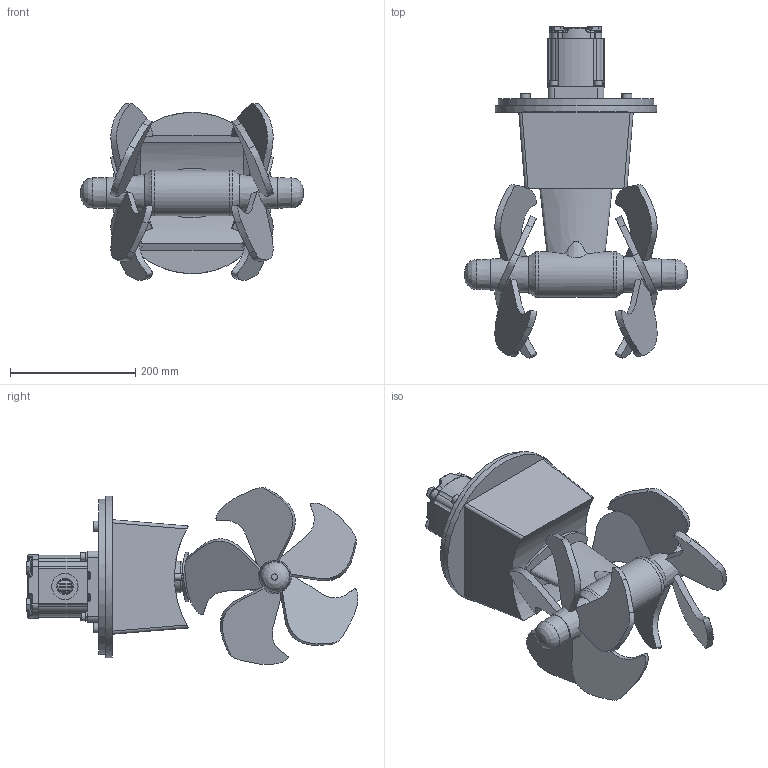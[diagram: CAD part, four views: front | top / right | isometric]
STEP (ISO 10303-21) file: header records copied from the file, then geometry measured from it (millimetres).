
FILE_DESCRIPTION(/* description */ (''),/* implementation_level */ '2;1');
FILE_NAME(/* name */ 'SH320-300TC-U23 simplified.stp',/* time_stamp */ '2018-08-28T10:24:00+02:00',/* author */ ('elvira'),/* organization */ (''),/* preprocessor_version */ 'ST-DEVELOPER v17',/* originating_system */ 'Autodesk Inventor 2018',/* authorisation */ '');
FILE_SCHEMA (('AUTOMOTIVE_DESIGN { 1 0 10303 214 3 1 1 }'));
Length unit declared in the file: millimetre
Products named in the file (1): SH320-300TC-U23 simplified
Bounding box: 355.61 x 530.61 x 282.33 mm (x, y, z)
Volume: 7638975.2 mm3; surface area: 711282.5 mm2
Topology: 14 solids, 14 shells, 1477 faces, 4003 edges, 2627 vertices
Faces by surface type: plane 711, cylinder 402, bspline 209, cone 91, torus 56, sphere 8
Full cylindrical faces by diameter (mm): 2 x2, 2.388 x4, 2.45 x2, 4 x2, 4.737 x2, 6 x1, 6.35 x2, 7.173 x2, 7.874 x2, 7.938 x2, 8 x5, 8.376 x4, 8.5 x4, 10 x4, 10.312 x1, 11.506 x2, 12.3 x1, 13 x4, 14.097 x2, 15 x1, 16 x6, 17.475 x2, 18 x5, 19.012 x2, 20 x1, 20.295 x1, 20.66 x1, 20.9 x2, 21.77 x1, 22.57 x1
Entity records: 56977 total; most frequent: CARTESIAN_POINT 18849, ORIENTED_EDGE 7980, DIRECTION 7189, EDGE_CURVE 3990, VERTEX_POINT 2627, AXIS2_PLACEMENT_3D 2564, LINE 2061, VECTOR 2061
